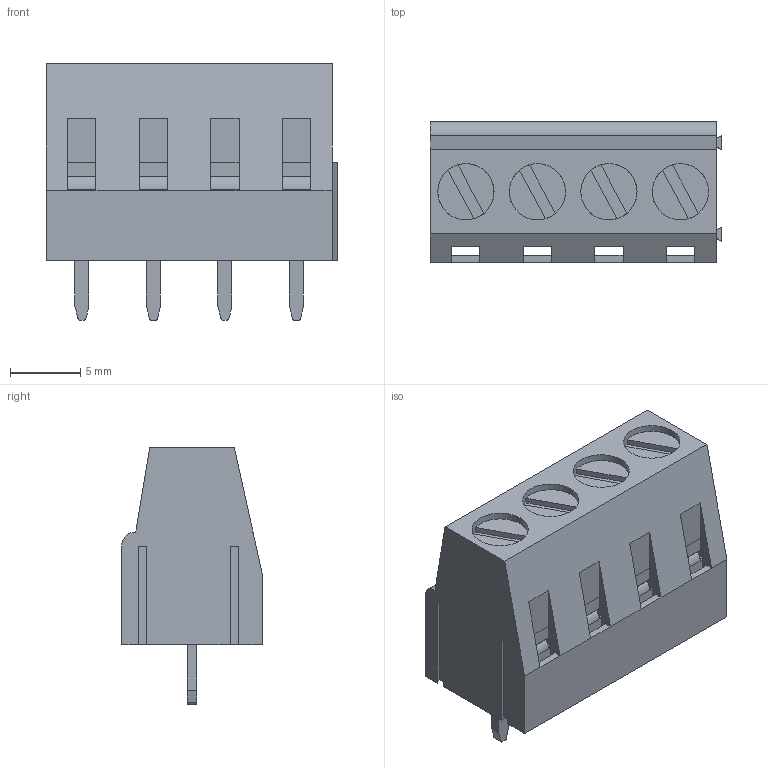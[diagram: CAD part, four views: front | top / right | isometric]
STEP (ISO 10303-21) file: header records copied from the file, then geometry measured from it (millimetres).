
FILE_DESCRIPTION(/* description */ (''),/* implementation_level */ '2;1');
FILE_NAME(/* name */ '4er Terminal Block.step',/* time_stamp */ '2021-04-20T22:08:08+02:00',/* author */ (''),/* organization */ (''),/* preprocessor_version */ 'ST-DEVELOPER v18.1',/* originating_system */ 'Autodesk Translation Framework v10.6.0.1341',/* authorisation */ '');
FILE_SCHEMA (('AUTOMOTIVE_DESIGN { 1 0 10303 214 3 1 1 }'));
Length unit declared in the file: millimetre
Products named in the file (29): Terminal Block; 4er Terminalblock_2; Pin (1) (19) (1) (1); Tornillo (1) (19) (1) (1); Cubo interno (1) (19) (1) (1); Pin (1) (1) (18) (1) (1); Tornillo (1) (1) (18) (1) (1); Cubo interno (1) (1) (18) (1) (1); 1er Terminalblock (7) (1) (1); Pin (1) (11) (1) (1); Tornillo (1) (11) (1) (1); Cubo interno (1) (11) (1) (1); Pin (1) (1) (10) (1) (1); Tornillo (1) (1) (10) (1) (1); Cubo interno (1) (1) (10) (1) (1); 1er Terminalblock (13) (1); Pin (1) (17) (1); Tornillo (1) (17) (1); Cubo interno (1) (17) (1); Pin (1) (1) (16) (1); Tornillo (1) (1) (16) (1); Cubo interno (1) (1) (16) (1); 1er Terminalblock (14); Pin (1) (18); Tornillo (1) (18); Cubo interno (1) (18); Pin (1) (1) (17); Tornillo (1) (1) (17); Cubo interno (1) (1) (17)
Assembly tree (28 placements, depth 4):
  Terminal Block
    4er Terminalblock_2
      Pin (1) (19) (1) (1)
      Tornillo (1) (19) (1) (1)
      Cubo interno (1) (19) (1) (1)
      Pin (1) (1) (18) (1) (1)
      Tornillo (1) (1) (18) (1) (1)
      Cubo interno (1) (1) (18) (1) (1)
      1er Terminalblock (7) (1) (1)
        Pin (1) (11) (1) (1)
        Tornillo (1) (11) (1) (1)
        Cubo interno (1) (11) (1) (1)
        Pin (1) (1) (10) (1) (1)
        Tornillo (1) (1) (10) (1) (1)
        Cubo interno (1) (1) (10) (1) (1)
      1er Terminalblock (13) (1)
        Pin (1) (17) (1)
        Tornillo (1) (17) (1)
        Cubo interno (1) (17) (1)
        Pin (1) (1) (16) (1)
        Tornillo (1) (1) (16) (1)
        Cubo interno (1) (1) (16) (1)
      1er Terminalblock (14)
        Pin (1) (18)
        Tornillo (1) (18)
        Cubo interno (1) (18)
        Pin (1) (1) (17)
        Tornillo (1) (1) (17)
        Cubo interno (1) (1) (17)
Bounding box: 20.72 x 10 x 18.25 mm (x, y, z)
Volume: 1240.4 mm3; surface area: 3605 mm2
Topology: 1 solids, 289 shells, 441 faces, 1845 edges, 1678 vertices
Faces by surface type: plane 324, cylinder 117
Full cylindrical faces by diameter (mm): 4 x4
Entity records: 26916 total; most frequent: CARTESIAN_POINT 10514, DIRECTION 3133, ORIENTED_EDGE 2314, EDGE_CURVE 1845, VERTEX_POINT 1678, LINE 1363, VECTOR 1363, AXIS2_PLACEMENT_3D 885
